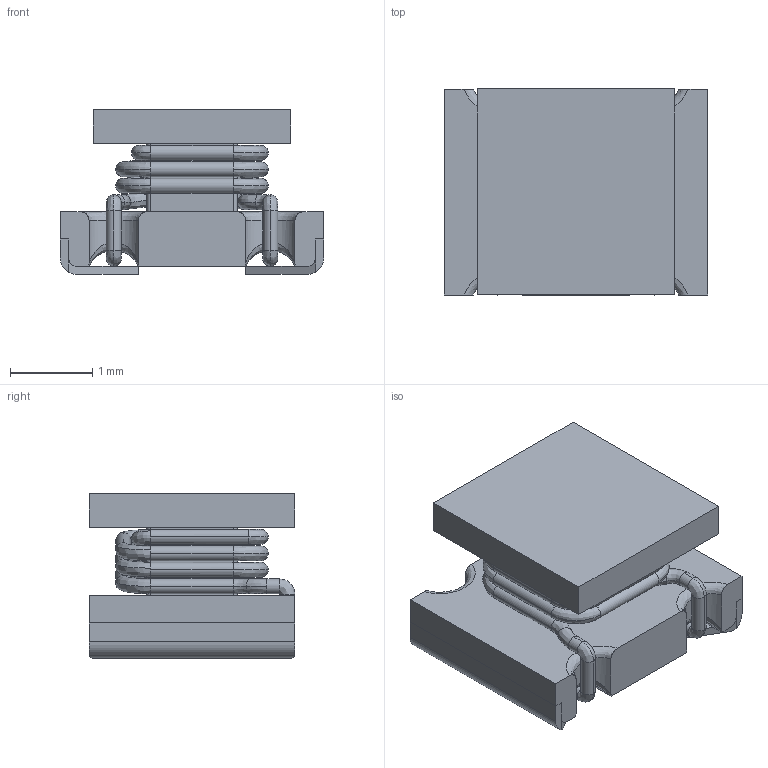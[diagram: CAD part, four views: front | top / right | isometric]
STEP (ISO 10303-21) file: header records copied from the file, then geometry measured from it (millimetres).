
FILE_DESCRIPTION (( 'STEP AP214' ), '1' );
FILE_NAME ('LQH32PN1R0NN0L.STEP', '2016-11-05T00:03:44', ( '' ), ( '' ), 'SwSTEP 2.0', 'SolidWorks 2016', '' );
FILE_SCHEMA (( 'AUTOMOTIVE_DESIGN' ));
Length unit declared in the file: millimetre
Products named in the file (5): Kern_2; Kern; Pin__2; LQH32PN1R0NN0L; Pin_
Assembly tree (4 placements, depth 2):
  LQH32PN1R0NN0L
    Kern_2
    Kern
    Pin__2
    Pin_
Bounding box: 3.2 x 2.5 x 2 mm (x, y, z)
Volume: 9.4 mm3; surface area: 72.7 mm2
Topology: 4 solids, 4 shells, 190 faces, 488 edges, 308 vertices
Faces by surface type: cylinder 74, bspline 68, plane 48
Entity records: 11524 total; most frequent: CARTESIAN_POINT 6409, ORIENTED_EDGE 976, DIRECTION 922, EDGE_CURVE 488, AXIS2_PLACEMENT_3D 373, VERTEX_POINT 308, CIRCLE 244, EDGE_LOOP 192
